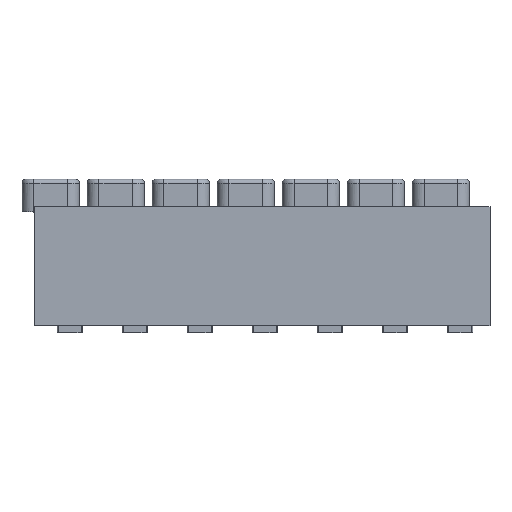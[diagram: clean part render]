
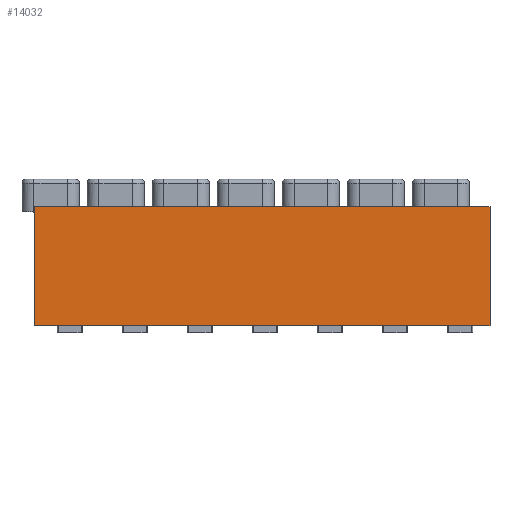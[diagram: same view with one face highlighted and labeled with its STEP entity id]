
A CAD part, top view. The second image highlights one B-rep face of the part: STEP entity #14032.
In plain terms, the highlighted planar face has unit normal (0, 0, 1).
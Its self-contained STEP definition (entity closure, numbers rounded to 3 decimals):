
#2082=FACE_OUTER_BOUND('',#2850,.T.);
#2850=EDGE_LOOP('',(#12607,#12608,#12609,#12610));
#2918=LINE('',#19336,#4098);
#2921=LINE('',#19342,#4101);
#2949=LINE('',#19446,#4129);
#4010=LINE('',#27274,#5190);
#4098=VECTOR('',#15464,10.);
#4101=VECTOR('',#15469,10.);
#4129=VECTOR('',#15501,10.);
#5190=VECTOR('',#19036,10.);
#5277=VERTEX_POINT('',#19333);
#5278=VERTEX_POINT('',#19335);
#5280=VERTEX_POINT('',#19341);
#5304=VERTEX_POINT('',#19444);
#6630=EDGE_CURVE('',#5278,#5277,#2918,.T.);
#6633=EDGE_CURVE('',#5280,#5278,#2921,.T.);
#6663=EDGE_CURVE('',#5304,#5277,#2949,.T.);
#8593=EDGE_CURVE('',#5280,#5304,#4010,.T.);
#12607=ORIENTED_EDGE('',*,*,#6633,.T.);
#12608=ORIENTED_EDGE('',*,*,#6630,.T.);
#12609=ORIENTED_EDGE('',*,*,#6663,.F.);
#12610=ORIENTED_EDGE('',*,*,#8593,.F.);
#13294=PLANE('',#15347);
#14032=ADVANCED_FACE('',(#2082),#13294,.T.);
#15347=AXIS2_PLACEMENT_3D('',#27273,#19034,#19035);
#15464=DIRECTION('',(1.,0.,0.));
#15469=DIRECTION('',(0.,-1.,0.));
#15501=DIRECTION('',(0.,-1.,0.));
#19034=DIRECTION('center_axis',(0.,0.,1.));
#19035=DIRECTION('ref_axis',(0.,-1.,0.));
#19036=DIRECTION('',(1.,0.,0.));
#19333=CARTESIAN_POINT('',(125.468,67.382,6.263));
#19335=CARTESIAN_POINT('',(90.468,67.382,6.263));
#19336=CARTESIAN_POINT('',(90.468,67.382,6.263));
#19341=CARTESIAN_POINT('',(90.468,76.545,6.263));
#19342=CARTESIAN_POINT('',(90.468,76.545,6.263));
#19444=CARTESIAN_POINT('',(125.468,76.545,6.263));
#19446=CARTESIAN_POINT('',(125.468,76.545,6.263));
#27273=CARTESIAN_POINT('Origin',(90.468,76.545,6.263));
#27274=CARTESIAN_POINT('',(90.468,76.545,6.263));
